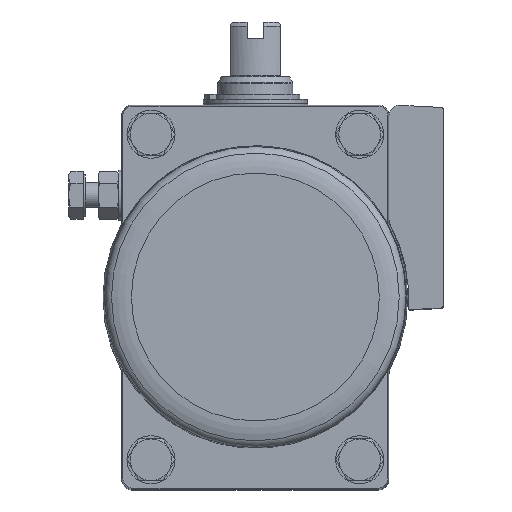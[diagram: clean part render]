
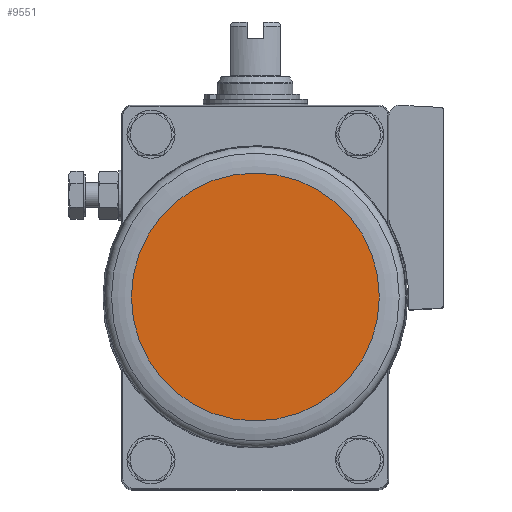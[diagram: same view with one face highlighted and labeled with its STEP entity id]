
A CAD part, top view. The second image highlights one B-rep face of the part: STEP entity #9551.
In plain terms, the highlighted planar face has unit normal (0, 0, 1).
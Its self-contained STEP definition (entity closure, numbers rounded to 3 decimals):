
#3445=ORIENTED_EDGE('',*,*,#5281,.T.);
#5281=EDGE_CURVE('',#6351,#6351,#6951,.T.);
#6351=VERTEX_POINT('',#15907);
#6951=CIRCLE('',#10521,29.7);
#7665=EDGE_LOOP('',(#3445));
#8517=FACE_BOUND('',#7665,.T.);
#9038=PLANE('',#10522);
#9551=ADVANCED_FACE('',(#8517),#9038,.F.);
#10521=AXIS2_PLACEMENT_3D('',#15906,#12711,#12712);
#10522=AXIS2_PLACEMENT_3D('',#15908,#12713,#12714);
#12711=DIRECTION('',(0.,0.,1.));
#12712=DIRECTION('',(1.,0.,0.));
#12713=DIRECTION('',(0.,0.,-1.));
#12714=DIRECTION('',(-1.,0.,0.));
#15906=CARTESIAN_POINT('',(0.,0.,75.7));
#15907=CARTESIAN_POINT('',(29.7,0.,75.7));
#15908=CARTESIAN_POINT('',(29.7,0.,75.7));
